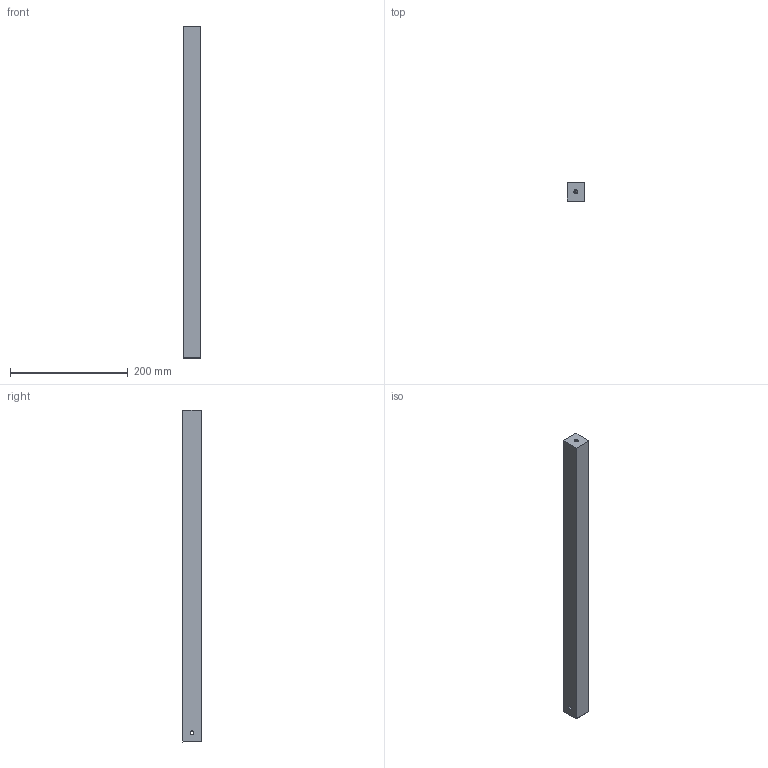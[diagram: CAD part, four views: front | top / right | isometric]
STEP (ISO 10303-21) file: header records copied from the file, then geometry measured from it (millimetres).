
FILE_DESCRIPTION(('STEP AP203'), '1');
FILE_NAME('桽桽 33.00.14 - 鍔膰睯縺', '', ('UNSPECIFIED'), ('UNSPECIFIED'), 'C3D Converter', 'C3D Toolkit', '');
FILE_SCHEMA(('CONFIG_CONTROL_DESIGN'));
Length unit declared in the file: millimetre
Products named in the file (1): ХХХХ 33.00.14
Bounding box: 30.56 x 32 x 564.56 mm (x, y, z)
Volume: 541073.6 mm3; surface area: 73648.6 mm2
Topology: 1 solids, 1 shells, 40 faces, 97 edges, 61 vertices
Faces by surface type: plane 16, cylinder 14, cone 10
Full cylindrical faces by diameter (mm): 4.917 x5, 6.5 x1, 10.5 x1, 14.5 x1
Entity records: 1390 total; most frequent: DIRECTION 184, CARTESIAN_POINT 180, ORIENTED_EDGE 148, EDGE_CURVE 74, AXIS2_PLACEMENT_3D 71, EDGE_LOOP 62, VERTEX_POINT 56, LINE 42
